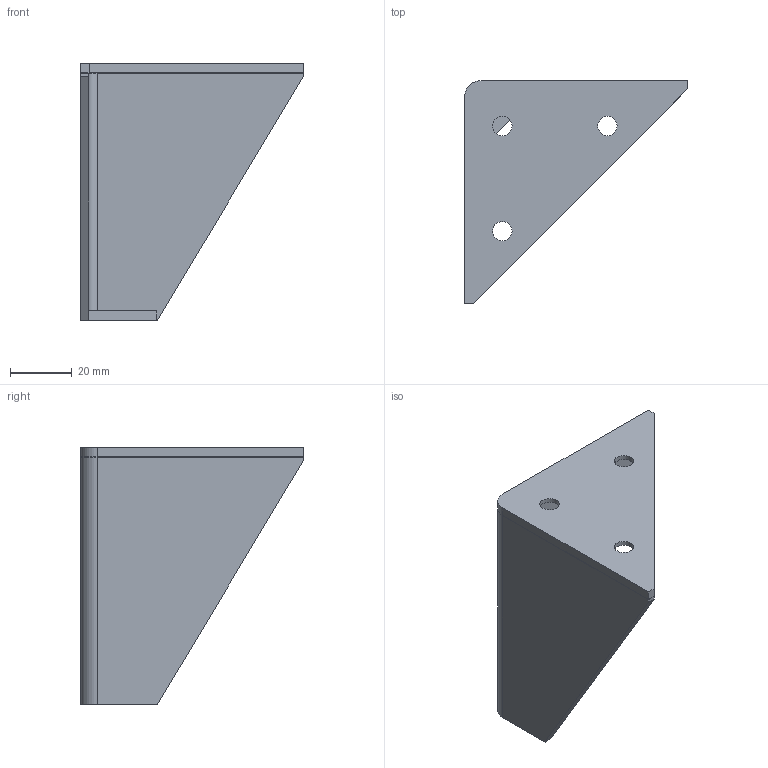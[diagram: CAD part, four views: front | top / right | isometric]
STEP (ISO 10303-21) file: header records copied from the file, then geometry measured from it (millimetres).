
FILE_DESCRIPTION(/* description */ (''),/* implementation_level */ '2;1');
FILE_NAME(/* name */ 'board leg.step',/* time_stamp */ '2025-08-01T15:34:48-07:00',/* author */ (''),/* organization */ (''),/* preprocessor_version */ 'ST-DEVELOPER v20.1',/* originating_system */ 'Autodesk Translation Framework v14.10.0.0',/* authorisation */ '');
FILE_SCHEMA (('AUTOMOTIVE_DESIGN { 1 0 10303 214 3 1 1 }'));
Length unit declared in the file: millimetre
Products named in the file (6): 016.01.00.000  Опора стола 
350 F; 012.00.00.000  ; 012.00.01.000  ; 012.00.01.001  ; 009.00.01.002 ; 009.00.01.003 
Assembly tree (5 placements, depth 4):
  016.01.00.000  Опора стола 
350 F
    012.00.00.000  
      012.00.01.000  
        012.00.01.001  
        009.00.01.002 
        009.00.01.003 
Bounding box: 72.13 x 72.11 x 83.06 mm (x, y, z)
Volume: 28544.8 mm3; surface area: 22985.6 mm2
Topology: 3 solids, 3 shells, 39 faces, 82 edges, 52 vertices
Faces by surface type: plane 29, cylinder 10
Full cylindrical faces by diameter (mm): 6.25 x3, 12 x3
Entity records: 1208 total; most frequent: DIRECTION 202, CARTESIAN_POINT 184, ORIENTED_EDGE 164, EDGE_CURVE 82, AXIS2_PLACEMENT_3D 70, LINE 62, VECTOR 62, VERTEX_POINT 52
